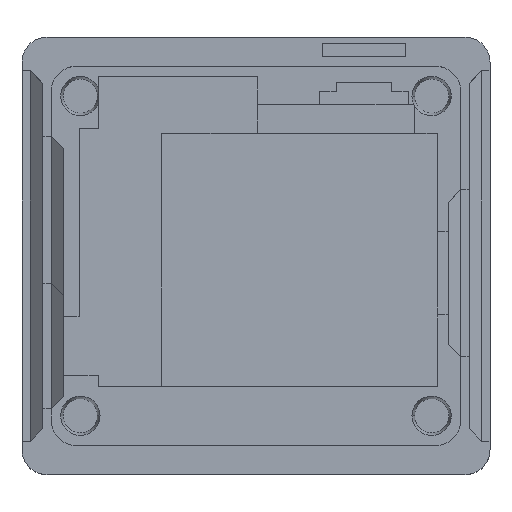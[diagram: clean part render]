
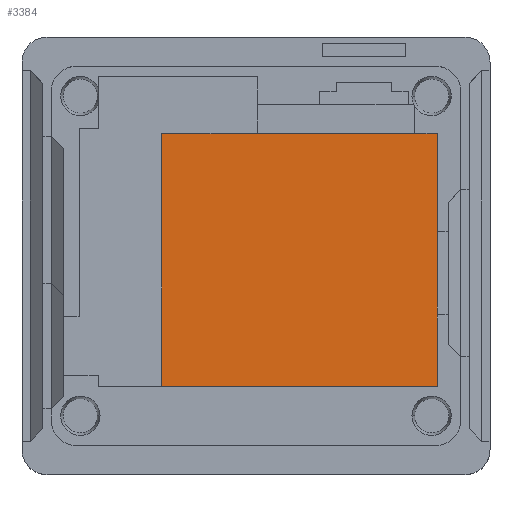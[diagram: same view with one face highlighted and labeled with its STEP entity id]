
A CAD part, top view. The second image highlights one B-rep face of the part: STEP entity #3384.
In plain terms, the highlighted planar face has unit normal (0, 0, 1).
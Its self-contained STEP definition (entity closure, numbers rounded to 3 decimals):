
#62 = ORIENTED_EDGE ( 'NONE', *, *, #638, .T. ) ;
#150 = VERTEX_POINT ( 'NONE', #3381 ) ;
#287 = CARTESIAN_POINT ( 'NONE',  ( 173.289, -121.587, 7. ) ) ;
#462 = LINE ( 'NONE', #1422, #3140 ) ;
#470 = DIRECTION ( 'NONE',  ( 0., -1., 0. ) ) ;
#638 = EDGE_CURVE ( 'NONE', #150, #1547, #2195, .T. ) ;
#641 = VERTEX_POINT ( 'NONE', #2214 ) ;
#678 = EDGE_CURVE ( 'NONE', #2036, #641, #986, .T. ) ;
#750 = DIRECTION ( 'NONE',  ( 0., 0., -1. ) ) ;
#784 = VECTOR ( 'NONE', #470, 1000. ) ;
#854 = CARTESIAN_POINT ( 'NONE',  ( 173.289, -121.587, 7. ) ) ;
#986 = LINE ( 'NONE', #287, #2615 ) ;
#1032 = CARTESIAN_POINT ( 'NONE',  ( 206.289, -151.857, 7. ) ) ;
#1073 = CARTESIAN_POINT ( 'NONE',  ( 173.289, -121.587, 7. ) ) ;
#1087 = CARTESIAN_POINT ( 'NONE',  ( 0., 0., 7. ) ) ;
#1321 = DIRECTION ( 'NONE',  ( 1., 0., 0. ) ) ;
#1422 = CARTESIAN_POINT ( 'NONE',  ( 206.289, -121.587, 7. ) ) ;
#1547 = VERTEX_POINT ( 'NONE', #1032 ) ;
#1597 = EDGE_CURVE ( 'NONE', #641, #1547, #462, .T. ) ;
#1987 = PLANE ( 'NONE',  #3815 ) ;
#2036 = VERTEX_POINT ( 'NONE', #1073 ) ;
#2195 = LINE ( 'NONE', #3211, #3737 ) ;
#2214 = CARTESIAN_POINT ( 'NONE',  ( 206.289, -121.587, 7. ) ) ;
#2337 = DIRECTION ( 'NONE',  ( -1., 0., 0. ) ) ;
#2508 = DIRECTION ( 'NONE',  ( 1., 0., 0. ) ) ;
#2615 = VECTOR ( 'NONE', #1321, 1000. ) ;
#2720 = ORIENTED_EDGE ( 'NONE', *, *, #1597, .F. ) ;
#2869 = ORIENTED_EDGE ( 'NONE', *, *, #678, .F. ) ;
#2938 = FACE_OUTER_BOUND ( 'NONE', #3618, .T. ) ;
#3140 = VECTOR ( 'NONE', #3964, 1000. ) ;
#3211 = CARTESIAN_POINT ( 'NONE',  ( 173.289, -151.857, 7. ) ) ;
#3381 = CARTESIAN_POINT ( 'NONE',  ( 173.289, -151.857, 7. ) ) ;
#3384 = ADVANCED_FACE ( 'NONE', ( #2938 ), #1987, .F. ) ;
#3526 = EDGE_CURVE ( 'NONE', #2036, #150, #3698, .T. ) ;
#3535 = ORIENTED_EDGE ( 'NONE', *, *, #3526, .T. ) ;
#3618 = EDGE_LOOP ( 'NONE', ( #62, #2720, #2869, #3535 ) ) ;
#3698 = LINE ( 'NONE', #854, #784 ) ;
#3737 = VECTOR ( 'NONE', #2508, 1000. ) ;
#3815 = AXIS2_PLACEMENT_3D ( 'NONE', #1087, #750, #2337 ) ;
#3964 = DIRECTION ( 'NONE',  ( 0., -1., 0. ) ) ;
